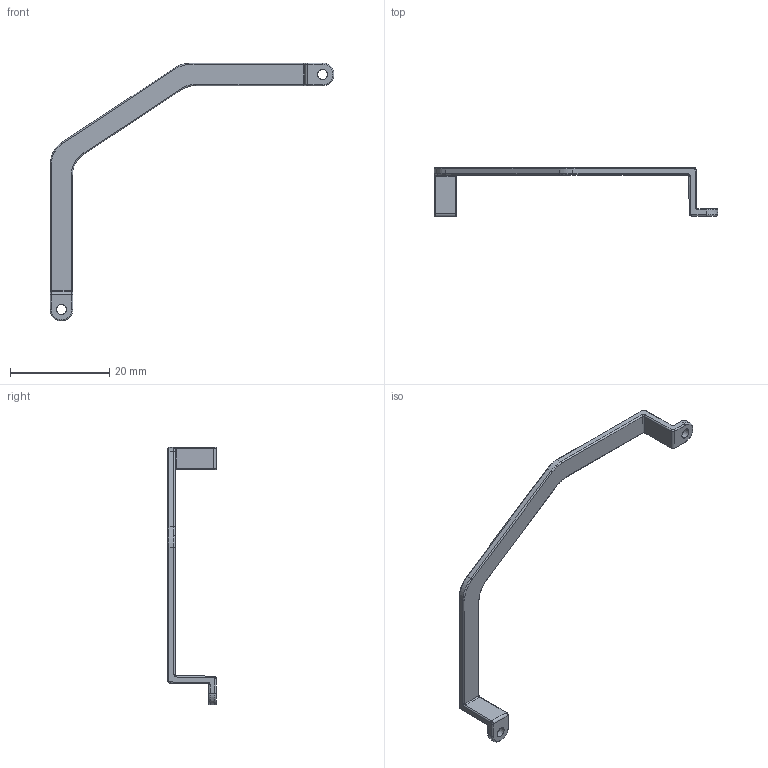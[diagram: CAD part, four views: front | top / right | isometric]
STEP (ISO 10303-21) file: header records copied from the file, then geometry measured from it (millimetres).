
FILE_DESCRIPTION(/* description */ (''),/* implementation_level */ '2;1');
FILE_NAME(/* name */ 'Battery Bracket.step',/* time_stamp */ '2024-02-13T22:04:55+09:00',/* author */ (''),/* organization */ (''),/* preprocessor_version */ 'ST-DEVELOPER v20',/* originating_system */ 'Autodesk Translation Framework v12.20.1.177',/* authorisation */ '');
FILE_SCHEMA (('AUTOMOTIVE_DESIGN { 1 0 10303 214 3 1 1 }'));
Length unit declared in the file: millimetre
Products named in the file (1): Battery Bracket_1
Bounding box: 57.1 x 9.75 x 51.85 mm (x, y, z)
Volume: 709.8 mm3; surface area: 1252.7 mm2
Topology: 1 solids, 1 shells, 98 faces, 248 edges, 152 vertices
Faces by surface type: cylinder 40, bspline 32, plane 16, torus 6, cone 4
Entity records: 3394 total; most frequent: CARTESIAN_POINT 1035, DIRECTION 512, ORIENTED_EDGE 496, EDGE_CURVE 248, AXIS2_PLACEMENT_3D 213, VERTEX_POINT 152, CIRCLE 124, EDGE_LOOP 102
